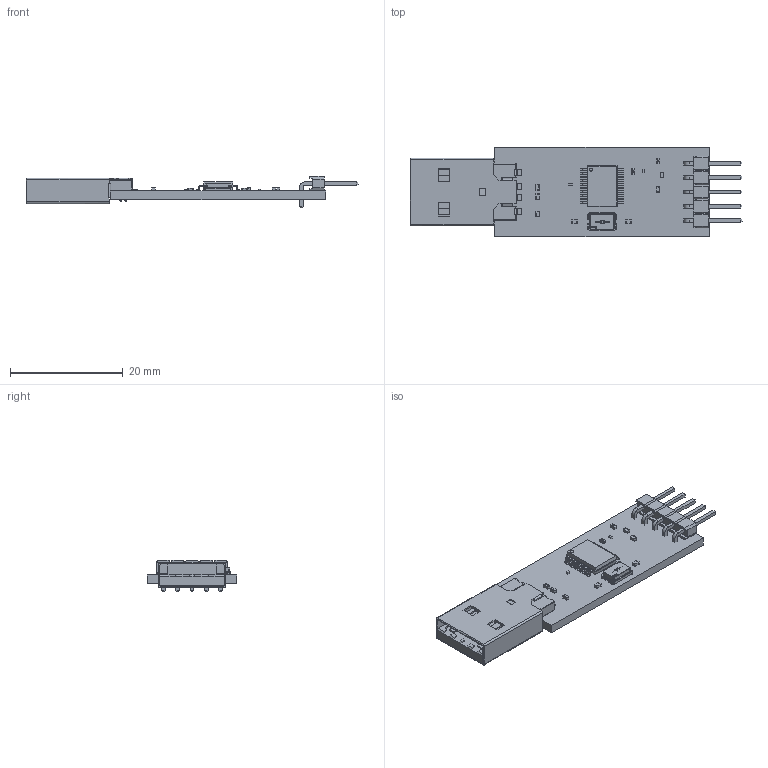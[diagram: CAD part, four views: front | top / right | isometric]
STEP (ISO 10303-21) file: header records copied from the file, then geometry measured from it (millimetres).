
FILE_DESCRIPTION(('Open CASCADE Model'),'2;1');
FILE_NAME('Open CASCADE Shape Model','2025-03-25T00:41:37',('Author'),( 'Open CASCADE'),'Open CASCADE STEP processor 7.5','Open CASCADE 7.5' ,'Unknown');
FILE_SCHEMA(('AUTOMOTIVE_DESIGN { 1 0 10303 214 1 1 1 1 }'));
Length unit declared in the file: millimetre
Products named in the file (49): PCB; Board; Open CASCADE STEP translator 7.5 3.1.1; Y1; Crys_Abracon_ABM3-25_000MHZ-B2-T_eec; 1; ABM3; Abracon Logo; U1; CH340T--3DModel-STEP-269445; P1; 629004113921; 629004113921_Shielding; 629004113921_Pin2; 629004113921_Pin1; 629004113921_Insulator; P2; 61300511021; 6130xx11021_PIN; D6; Diode_Semtech_UCLAMP3601P_TNT_eec; body; terminal; logo; D4; D3; D2; D1; C6; Cap_TDK_C1005X6S1C105K050BC_eec; side; TDK Logo; C5; 6359219808; Extruded; 6359219088; C4; C3; Cap_Murata_GRM155R71C104KA88D_eec; C2 ...
Assembly tree (64 placements, depth 5):
  PCB
    Board
      Open CASCADE STEP translator 7.5 3.1.1
    Y1
      Crys_Abracon_ABM3-25_000MHZ-B2-T_eec
        1
          1
          ABM3
          Abracon Logo
    U1
      CH340T--3DModel-STEP-269445
    P1
      629004113921
        629004113921_Shielding
        629004113921_Pin2  x2
        629004113921_Pin1  x2
        629004113921_Insulator
    P2
      61300511021
        6130xx11021_PIN  x5
        61300511021
    D6
      Diode_Semtech_UCLAMP3601P_TNT_eec
        body
        terminal
        logo
    D4
      Diode_Semtech_UCLAMP3601P_TNT_eec
        body
        terminal
        logo
    D3
      Diode_Semtech_UCLAMP3601P_TNT_eec
        body
        terminal
        logo
    D2
      Diode_Semtech_UCLAMP3601P_TNT_eec
        body
        terminal
        logo
    D1
      Diode_Semtech_UCLAMP3601P_TNT_eec
        body
        terminal
        logo
    C6
      Cap_TDK_C1005X6S1C105K050BC_eec
        body
        side  x2
        TDK Logo
    C5
      6359219808  x2
        Extruded
      6359219088
        Extruded
    C4
      6359219808  x2
        Extruded
      6359219088
Bounding box: 58.83 x 15.88 x 5.54 mm (x, y, z)
Volume: 1768.5 mm3; surface area: 4000.4 mm2
Topology: 149 solids, 149 shells, 2533 faces, 6298 edges, 4076 vertices
Faces by surface type: plane 1758, cylinder 433, bspline 258, sphere 60, torus 24
Entity records: 57677 total; most frequent: CARTESIAN_POINT 10826, ORIENTED_EDGE 8660, DIRECTION 7924, EDGE_CURVE 4330, LINE 3324, VECTOR 3324, VERTEX_POINT 2816, AXIS2_PLACEMENT_3D 2300
